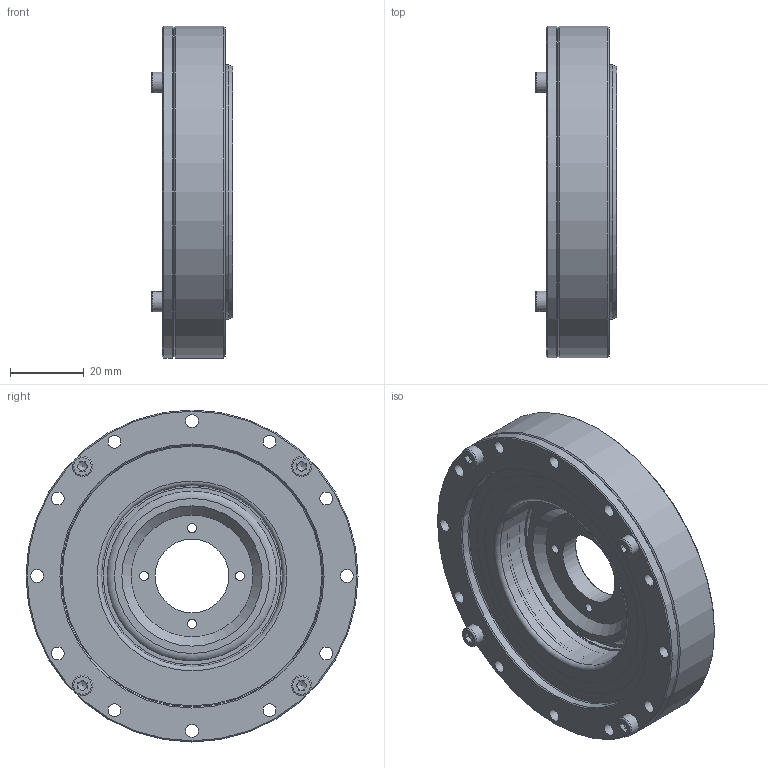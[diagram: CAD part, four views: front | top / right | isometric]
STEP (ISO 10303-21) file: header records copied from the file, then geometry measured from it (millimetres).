
FILE_DESCRIPTION(/* description */ ('STEP AP242','CAx-IF Rec.Pracs.---Representation and Presentation of Product Manufacturing Information (PMI)---4.0---2014-10-13','CAx-IF Rec.Pracs.---3D Tessellated Geometry---0.4---2014-09-14','2;1'),/* implementation_level */ '2;1');
FILE_NAME(/* name */ '68876dc4ecc30d628aebb3b2',/* time_stamp */ '2025-07-28T12:32:05Z',/* author */ (''),/* organization */ (''),/* preprocessor_version */ 'ST-DEVELOPER v20',/* originating_system */ 'ONSHAPE BY PTC INC, 1.201',/* authorisation */ ' ');
FILE_SCHEMA (('AP242_MANAGED_MODEL_BASED_3D_ENGINEERING_MIM_LF { 1 0 10303 442 1 1 4 }'));
Length unit declared in the file: metre
Products named in the file (14): HD-20-xxx; hexagon socket head cap screws gb_GB_FASTENER_SCREWS_HSHCS M2.5X6-N; hexagon socket head cap screws gb_GB_FASTENER_SCREWS_HSHCS M3X8-C; HD-20???? <1>; HD-20??????; HD-20??????-78x68x5; HD-20-??; HD-20????_??; HD-2050??
Assembly tree (19 placements, depth 3):
  HD-20-xxx
    hexagon socket head cap screws gb_GB_FASTENER_SCREWS_HSHCS M2.5X6-N  x4
    hexagon socket head cap screws gb_GB_FASTENER_SCREWS_HSHCS M3X8-C  x4
    HD-20???? <1>
      HD-20??????
      HD-20??????
      HD-20??????-78x68x5
      HD-20??????-78x68x5
      HD-20-??
      HD-20??????
    HD-20???? <1>
      HD-20????_??
      HD-2050??
    HD-20-??
Bounding box: 22 x 90 x 90 mm (x, y, z)
Volume: 68033.7 mm3; surface area: 62045.9 mm2
Topology: 17 solids, 17 shells, 399 faces, 900 edges, 569 vertices
Faces by surface type: plane 172, cylinder 129, cone 73, torus 20, bspline 5
Full cylindrical faces by diameter (mm): 2.05 x1, 2.5 x28, 2.9 x1, 3 x4, 3.2 x12, 3.4 x4, 3.5 x28, 4.5 x4, 5 x1, 5.5 x4, 5.8 x4, 20 x1, 35.56 x1, 37.16 x2, 42 x1, 48.13 x2, 49.068 x1, 49.466 x1, 49.548 x1, 49.73 x1, 51.195 x1, 53 x1, 54.2 x2, 56.3 x2, 67 x2, 68 x1, 69 x3, 71 x3, 72.6 x1, 75.814 x1
Entity records: 8751 total; most frequent: CARTESIAN_POINT 2539, DIRECTION 1293, ORIENTED_EDGE 804, FACE_BOUND 627, AXIS2_PLACEMENT_3D 608, EDGE_LOOP 604, EDGE_CURVE 402, VERTEX_POINT 379
